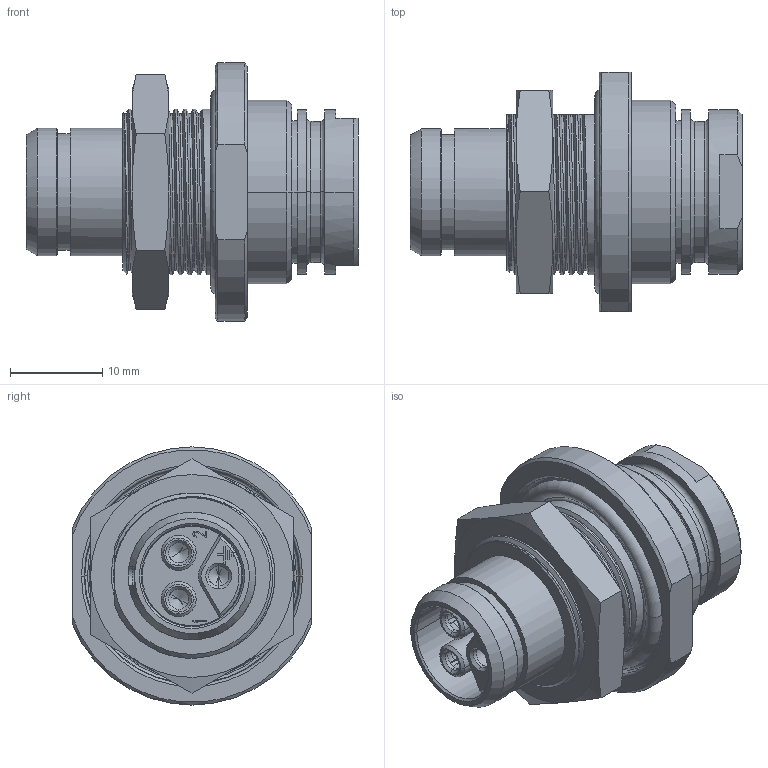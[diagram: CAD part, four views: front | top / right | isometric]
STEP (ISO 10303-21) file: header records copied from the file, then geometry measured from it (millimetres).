
FILE_DESCRIPTION((''),'2;1');
FILE_NAME('1331EVR103FZ','2024-07-17T11:07:23',('paultorloting'),('NET AG system integration'),'CREO PARAMETRIC BY PTC INC, 2021404','CREO PARAMETRIC BY PTC INC, 2021404','');
FILE_SCHEMA(('AUTOMOTIVE_DESIGN { 1 0 10303 214 1 1 1 1 }'));
Length unit declared in the file: millimetre
Products named in the file (1): 1331EVR103FZ
Bounding box: 36 x 26 x 28 mm (x, y, z)
Volume: 7054.3 mm3; surface area: 7494.5 mm2
Topology: 1 solids, 1 shells, 445 faces, 1157 edges, 739 vertices
Faces by surface type: plane 198, cylinder 104, cone 76, bspline 34, torus 33
Entity records: 20514 total; most frequent: CARTESIAN_POINT 8718, ORIENTED_EDGE 2298, DIRECTION 2035, EDGE_CURVE 1149, AXIS2_PLACEMENT_3D 750, VERTEX_POINT 739, VECTOR 532, LINE 532
